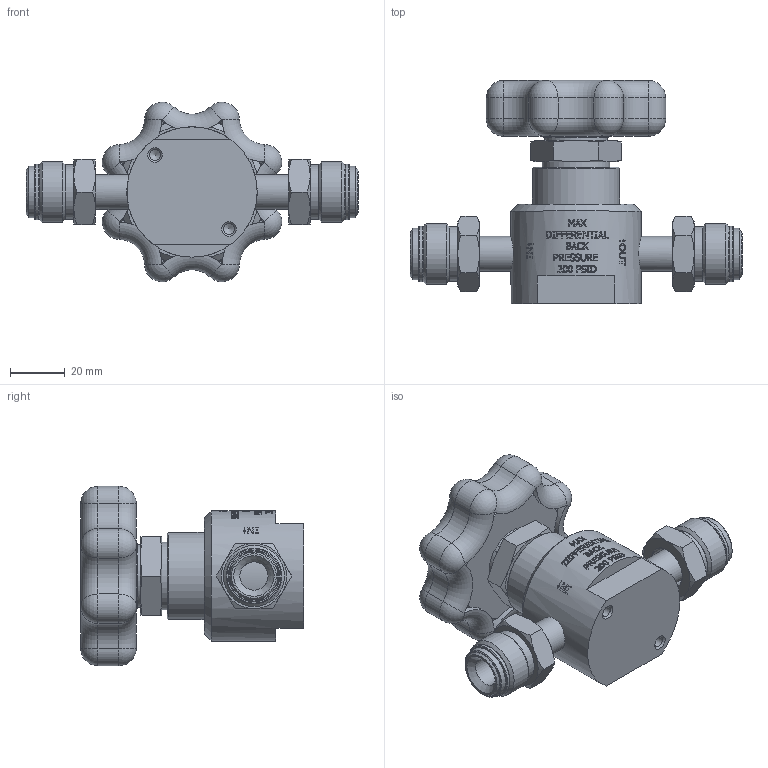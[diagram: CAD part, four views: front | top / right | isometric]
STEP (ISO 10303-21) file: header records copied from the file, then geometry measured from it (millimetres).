
FILE_DESCRIPTION(/* description */ (''),/* implementation_level */ '2;1');
FILE_NAME(/* name */ '18RISFS8MM.stp',/* time_stamp */ '2017-09-15T11:54:37+05:00',/* author */ ('PV00476129'),/* organization */ (''),/* preprocessor_version */ 'ST-DEVELOPER v16.1',/* originating_system */ 'Autodesk Inventor 2016',/* authorisation */ '');
FILE_SCHEMA (('AUTOMOTIVE_DESIGN { 1 0 10303 214 3 1 1 }'));
Products named in the file (1): 18RISFS8MM
Bounding box: 121.11 x 81.52 x 65.47 mm (x, y, z)
Volume: 147372.1 mm3; surface area: 37391.7 mm2
Topology: 1 solids, 5 shells, 1353 faces, 3538 edges, 2315 vertices
Faces by surface type: plane 691, bspline 355, cylinder 164, cone 81, torus 46, sphere 16
Full cylindrical faces by diameter (mm): 0.952 x1, 1.032 x1, 1.111 x1, 1.191 x1, 1.27 x1, 1.349 x1, 1.429 x1, 1.588 x1, 1.6 x1, 3.962 x2, 9.779 x1, 10.312 x2, 12.7 x1, 12.751 x2, 14.961 x2, 15.138 x2, 15.494 x2, 18.771 x2, 19.761 x2, 20.295 x2, 20.828 x1, 22.225 x2, 22.729 x1, 24.638 x1, 26.987 x1, 31.75 x1, 34.036 x1, 38.1 x1, 40.894 x1, 47.498 x1
Entity records: 52739 total; most frequent: CARTESIAN_POINT 21325, ORIENTED_EDGE 6856, DIRECTION 5361, EDGE_CURVE 3428, VERTEX_POINT 2291, AXIS2_PLACEMENT_3D 1810, LINE 1741, VECTOR 1741
